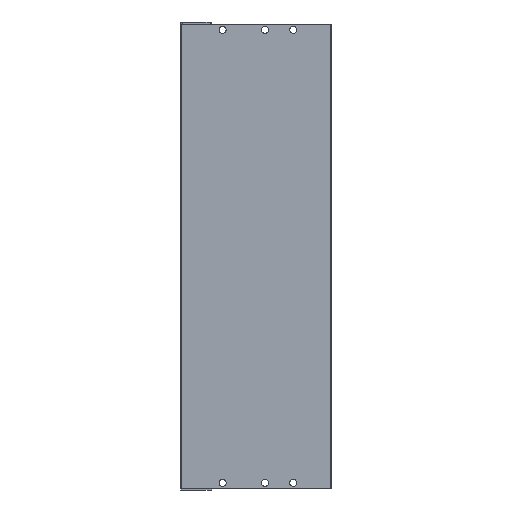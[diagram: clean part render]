
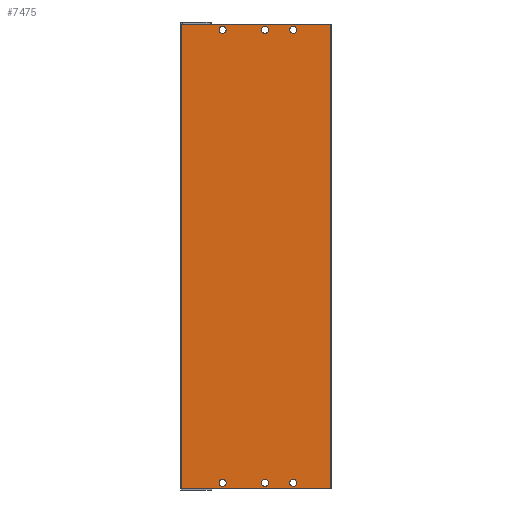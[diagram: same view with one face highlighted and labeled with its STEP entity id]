
A CAD part, front view. The second image highlights one B-rep face of the part: STEP entity #7475.
In plain terms, the highlighted planar face has unit normal (0, -1, 0).
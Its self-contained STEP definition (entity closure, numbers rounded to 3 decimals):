
#8 = CARTESIAN_POINT ( 'NONE',  ( 106.2, 0., 0. ) ) ;
#15 = DIRECTION ( 'NONE',  ( 0., 0., -1. ) ) ;
#35 = CARTESIAN_POINT ( 'NONE',  ( 79.7, 0., -6.5 ) ) ;
#218 = DIRECTION ( 'NONE',  ( 0., 0., -1. ) ) ;
#260 = CIRCLE ( 'NONE', #9992, 2.5 ) ;
#388 = ORIENTED_EDGE ( 'NONE', *, *, #2536, .T. ) ;
#399 = CARTESIAN_POINT ( 'NONE',  ( 29.7, 0., -4. ) ) ;
#497 = FACE_BOUND ( 'NONE', #3505, .T. ) ;
#508 = CIRCLE ( 'NONE', #6461, 2.5 ) ;
#546 = FACE_BOUND ( 'NONE', #1047, .T. ) ;
#554 = CARTESIAN_POINT ( 'NONE',  ( 29.7, 0., -327. ) ) ;
#567 = EDGE_LOOP ( 'NONE', ( #1756, #388 ) ) ;
#583 = CARTESIAN_POINT ( 'NONE',  ( 0.5, 0., -328.5 ) ) ;
#705 = CARTESIAN_POINT ( 'NONE',  ( 59.7, 0., -327. ) ) ;
#708 = DIRECTION ( 'NONE',  ( 0., 0., -1. ) ) ;
#722 = VERTEX_POINT ( 'NONE', #1487 ) ;
#725 = CIRCLE ( 'NONE', #3620, 2.5 ) ;
#733 = EDGE_CURVE ( 'NONE', #6155, #7464, #9509, .T. ) ;
#747 = EDGE_CURVE ( 'NONE', #6011, #1801, #4871, .T. ) ;
#852 = VECTOR ( 'NONE', #9910, 1000. ) ;
#931 = DIRECTION ( 'NONE',  ( 0., 1., 0. ) ) ;
#1047 = EDGE_LOOP ( 'NONE', ( #2017, #2640 ) ) ;
#1191 = FACE_BOUND ( 'NONE', #4567, .T. ) ;
#1242 = DIRECTION ( 'NONE',  ( 0., 0., -1. ) ) ;
#1485 = LINE ( 'NONE', #583, #6031 ) ;
#1487 = CARTESIAN_POINT ( 'NONE',  ( 59.7, 0., -1.5 ) ) ;
#1499 = DIRECTION ( 'NONE',  ( 0., 1., 0. ) ) ;
#1638 = AXIS2_PLACEMENT_3D ( 'NONE', #3998, #6391, #2504 ) ;
#1678 = CARTESIAN_POINT ( 'NONE',  ( 59.7, 0., -324.5 ) ) ;
#1756 = ORIENTED_EDGE ( 'NONE', *, *, #733, .T. ) ;
#1801 = VERTEX_POINT ( 'NONE', #35 ) ;
#1962 = DIRECTION ( 'NONE',  ( 0., 1., 0. ) ) ;
#1999 = VERTEX_POINT ( 'NONE', #705 ) ;
#2017 = ORIENTED_EDGE ( 'NONE', *, *, #9689, .T. ) ;
#2057 = VERTEX_POINT ( 'NONE', #9798 ) ;
#2087 = VERTEX_POINT ( 'NONE', #7265 ) ;
#2091 = FACE_OUTER_BOUND ( 'NONE', #2616, .T. ) ;
#2189 = EDGE_CURVE ( 'NONE', #7294, #5852, #7286, .T. ) ;
#2211 = AXIS2_PLACEMENT_3D ( 'NONE', #7055, #10503, #708 ) ;
#2405 = EDGE_CURVE ( 'NONE', #9917, #2087, #260, .T. ) ;
#2480 = CARTESIAN_POINT ( 'NONE',  ( 106.2, 0., -328.5 ) ) ;
#2504 = DIRECTION ( 'NONE',  ( 0., 0., -1. ) ) ;
#2536 = EDGE_CURVE ( 'NONE', #7464, #6155, #9913, .T. ) ;
#2565 = CARTESIAN_POINT ( 'NONE',  ( 59.7, 0., -322. ) ) ;
#2612 = CARTESIAN_POINT ( 'NONE',  ( 29.7, 0., -4. ) ) ;
#2616 = EDGE_LOOP ( 'NONE', ( #9568, #3399, #6699, #8342 ) ) ;
#2640 = ORIENTED_EDGE ( 'NONE', *, *, #2405, .T. ) ;
#2649 = ORIENTED_EDGE ( 'NONE', *, *, #747, .T. ) ;
#2670 = CIRCLE ( 'NONE', #7256, 2.5 ) ;
#2850 = DIRECTION ( 'NONE',  ( 0., 1., 0. ) ) ;
#2867 = CIRCLE ( 'NONE', #9550, 2.5 ) ;
#2904 = DIRECTION ( 'NONE',  ( -1., 0., 0. ) ) ;
#2991 = CIRCLE ( 'NONE', #3512, 2.5 ) ;
#3153 = CARTESIAN_POINT ( 'NONE',  ( 59.7, 0., -324.5 ) ) ;
#3334 = CARTESIAN_POINT ( 'NONE',  ( 106.2, 0., -328.5 ) ) ;
#3399 = ORIENTED_EDGE ( 'NONE', *, *, #2189, .T. ) ;
#3460 = ORIENTED_EDGE ( 'NONE', *, *, #5352, .T. ) ;
#3505 = EDGE_LOOP ( 'NONE', ( #3460, #5953 ) ) ;
#3512 = AXIS2_PLACEMENT_3D ( 'NONE', #9631, #7913, #15 ) ;
#3522 = VECTOR ( 'NONE', #2904, 1000. ) ;
#3563 = AXIS2_PLACEMENT_3D ( 'NONE', #6921, #1962, #9203 ) ;
#3598 = EDGE_LOOP ( 'NONE', ( #5027, #8177 ) ) ;
#3620 = AXIS2_PLACEMENT_3D ( 'NONE', #3153, #8030, #8618 ) ;
#3647 = ORIENTED_EDGE ( 'NONE', *, *, #6136, .T. ) ;
#3699 = VERTEX_POINT ( 'NONE', #2565 ) ;
#3804 = CIRCLE ( 'NONE', #3984, 2.5 ) ;
#3808 = ORIENTED_EDGE ( 'NONE', *, *, #6786, .T. ) ;
#3984 = AXIS2_PLACEMENT_3D ( 'NONE', #8258, #931, #4185 ) ;
#3998 = CARTESIAN_POINT ( 'NONE',  ( 79.7, 0., -324.5 ) ) ;
#4185 = DIRECTION ( 'NONE',  ( 0., 0., -1. ) ) ;
#4530 = DIRECTION ( 'NONE',  ( 0., 0., -1. ) ) ;
#4567 = EDGE_LOOP ( 'NONE', ( #3808, #2649 ) ) ;
#4749 = DIRECTION ( 'NONE',  ( 0., 0., -1. ) ) ;
#4871 = CIRCLE ( 'NONE', #5057, 2.5 ) ;
#4905 = CARTESIAN_POINT ( 'NONE',  ( 0.5, 0., -328.5 ) ) ;
#4930 = DIRECTION ( 'NONE',  ( 0., 1., 0. ) ) ;
#5027 = ORIENTED_EDGE ( 'NONE', *, *, #5113, .T. ) ;
#5057 = AXIS2_PLACEMENT_3D ( 'NONE', #8017, #9679, #5588 ) ;
#5113 = EDGE_CURVE ( 'NONE', #2057, #722, #3804, .T. ) ;
#5336 = FACE_BOUND ( 'NONE', #7445, .T. ) ;
#5352 = EDGE_CURVE ( 'NONE', #1999, #3699, #725, .T. ) ;
#5518 = CARTESIAN_POINT ( 'NONE',  ( 29.7, 0., -1.5 ) ) ;
#5572 = CARTESIAN_POINT ( 'NONE',  ( 29.7, 0., -322. ) ) ;
#5588 = DIRECTION ( 'NONE',  ( 0., 0., -1. ) ) ;
#5746 = EDGE_CURVE ( 'NONE', #10244, #7301, #1485, .T. ) ;
#5852 = VERTEX_POINT ( 'NONE', #8 ) ;
#5864 = DIRECTION ( 'NONE',  ( 0., 1., 0. ) ) ;
#5892 = CARTESIAN_POINT ( 'NONE',  ( 0.5, 0., -328.5 ) ) ;
#5953 = ORIENTED_EDGE ( 'NONE', *, *, #6516, .T. ) ;
#6011 = VERTEX_POINT ( 'NONE', #6049 ) ;
#6031 = VECTOR ( 'NONE', #4530, 1000. ) ;
#6045 = FACE_BOUND ( 'NONE', #567, .T. ) ;
#6049 = CARTESIAN_POINT ( 'NONE',  ( 79.7, 0., -1.5 ) ) ;
#6136 = EDGE_CURVE ( 'NONE', #9990, #8580, #7823, .T. ) ;
#6152 = ORIENTED_EDGE ( 'NONE', *, *, #7146, .T. ) ;
#6155 = VERTEX_POINT ( 'NONE', #9410 ) ;
#6313 = DIRECTION ( 'NONE',  ( 0., 1., 0. ) ) ;
#6391 = DIRECTION ( 'NONE',  ( 0., 1., 0. ) ) ;
#6461 = AXIS2_PLACEMENT_3D ( 'NONE', #8830, #1499, #4749 ) ;
#6516 = EDGE_CURVE ( 'NONE', #3699, #1999, #2867, .T. ) ;
#6699 = ORIENTED_EDGE ( 'NONE', *, *, #8556, .T. ) ;
#6786 = EDGE_CURVE ( 'NONE', #1801, #6011, #9038, .T. ) ;
#6921 = CARTESIAN_POINT ( 'NONE',  ( 29.7, 0., -324.5 ) ) ;
#7055 = CARTESIAN_POINT ( 'NONE',  ( 79.7, 0., -324.5 ) ) ;
#7146 = EDGE_CURVE ( 'NONE', #8580, #9990, #508, .T. ) ;
#7167 = DIRECTION ( 'NONE',  ( 0., 0., -1. ) ) ;
#7210 = EDGE_CURVE ( 'NONE', #7301, #7294, #9103, .T. ) ;
#7256 = AXIS2_PLACEMENT_3D ( 'NONE', #2612, #5864, #218 ) ;
#7265 = CARTESIAN_POINT ( 'NONE',  ( 29.7, 0., -6.5 ) ) ;
#7286 = LINE ( 'NONE', #2480, #8947 ) ;
#7294 = VERTEX_POINT ( 'NONE', #3334 ) ;
#7301 = VERTEX_POINT ( 'NONE', #5892 ) ;
#7445 = EDGE_LOOP ( 'NONE', ( #6152, #3647 ) ) ;
#7457 = DIRECTION ( 'NONE',  ( 0., 0., -1. ) ) ;
#7464 = VERTEX_POINT ( 'NONE', #10339 ) ;
#7475 = ADVANCED_FACE ( 'NONE', ( #2091, #546, #9431, #1191, #5336, #497, #6045 ), #9331, .T. ) ;
#7704 = CARTESIAN_POINT ( 'NONE',  ( 0.5, 0., 0. ) ) ;
#7817 = DIRECTION ( 'NONE',  ( 0., -1., 0. ) ) ;
#7823 = CIRCLE ( 'NONE', #3563, 2.5 ) ;
#7827 = CARTESIAN_POINT ( 'NONE',  ( 0.5, 0., 0. ) ) ;
#7913 = DIRECTION ( 'NONE',  ( 0., 1., 0. ) ) ;
#8017 = CARTESIAN_POINT ( 'NONE',  ( 79.7, 0., -4. ) ) ;
#8030 = DIRECTION ( 'NONE',  ( 0., 1., 0. ) ) ;
#8177 = ORIENTED_EDGE ( 'NONE', *, *, #9257, .T. ) ;
#8258 = CARTESIAN_POINT ( 'NONE',  ( 59.7, 0., -4. ) ) ;
#8342 = ORIENTED_EDGE ( 'NONE', *, *, #5746, .T. ) ;
#8556 = EDGE_CURVE ( 'NONE', #5852, #10244, #9442, .T. ) ;
#8580 = VERTEX_POINT ( 'NONE', #554 ) ;
#8618 = DIRECTION ( 'NONE',  ( 0., 0., -1. ) ) ;
#8785 = CARTESIAN_POINT ( 'NONE',  ( 79.7, 0., -4. ) ) ;
#8830 = CARTESIAN_POINT ( 'NONE',  ( 29.7, 0., -324.5 ) ) ;
#8947 = VECTOR ( 'NONE', #10571, 1000. ) ;
#9038 = CIRCLE ( 'NONE', #9895, 2.5 ) ;
#9103 = LINE ( 'NONE', #4905, #852 ) ;
#9203 = DIRECTION ( 'NONE',  ( 0., 0., -1. ) ) ;
#9257 = EDGE_CURVE ( 'NONE', #722, #2057, #2991, .T. ) ;
#9331 = PLANE ( 'NONE',  #10231 ) ;
#9379 = CARTESIAN_POINT ( 'NONE',  ( 0.5, 0., -328.5 ) ) ;
#9410 = CARTESIAN_POINT ( 'NONE',  ( 79.7, 0., -327. ) ) ;
#9431 = FACE_BOUND ( 'NONE', #3598, .T. ) ;
#9442 = LINE ( 'NONE', #7827, #3522 ) ;
#9509 = CIRCLE ( 'NONE', #1638, 2.5 ) ;
#9550 = AXIS2_PLACEMENT_3D ( 'NONE', #1678, #4930, #7457 ) ;
#9568 = ORIENTED_EDGE ( 'NONE', *, *, #7210, .T. ) ;
#9631 = CARTESIAN_POINT ( 'NONE',  ( 59.7, 0., -4. ) ) ;
#9679 = DIRECTION ( 'NONE',  ( 0., 1., 0. ) ) ;
#9689 = EDGE_CURVE ( 'NONE', #2087, #9917, #2670, .T. ) ;
#9798 = CARTESIAN_POINT ( 'NONE',  ( 59.7, 0., -6.5 ) ) ;
#9895 = AXIS2_PLACEMENT_3D ( 'NONE', #8785, #6313, #7167 ) ;
#9910 = DIRECTION ( 'NONE',  ( 1., 0., 0. ) ) ;
#9913 = CIRCLE ( 'NONE', #2211, 2.5 ) ;
#9917 = VERTEX_POINT ( 'NONE', #5518 ) ;
#9990 = VERTEX_POINT ( 'NONE', #5572 ) ;
#9992 = AXIS2_PLACEMENT_3D ( 'NONE', #399, #2850, #10247 ) ;
#10231 = AXIS2_PLACEMENT_3D ( 'NONE', #9379, #7817, #1242 ) ;
#10244 = VERTEX_POINT ( 'NONE', #7704 ) ;
#10247 = DIRECTION ( 'NONE',  ( 0., 0., -1. ) ) ;
#10339 = CARTESIAN_POINT ( 'NONE',  ( 79.7, 0., -322. ) ) ;
#10503 = DIRECTION ( 'NONE',  ( 0., 1., 0. ) ) ;
#10571 = DIRECTION ( 'NONE',  ( 0., 0., 1. ) ) ;
